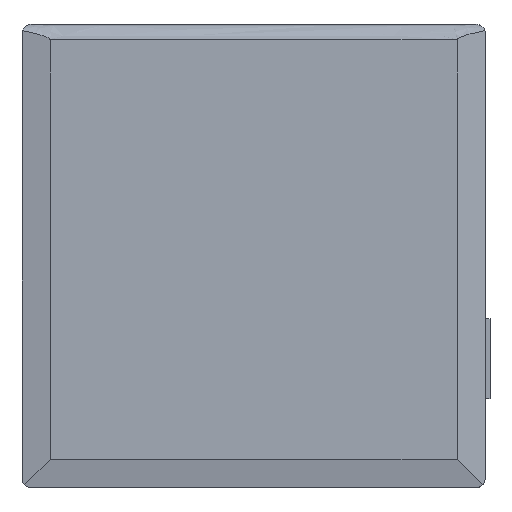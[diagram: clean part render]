
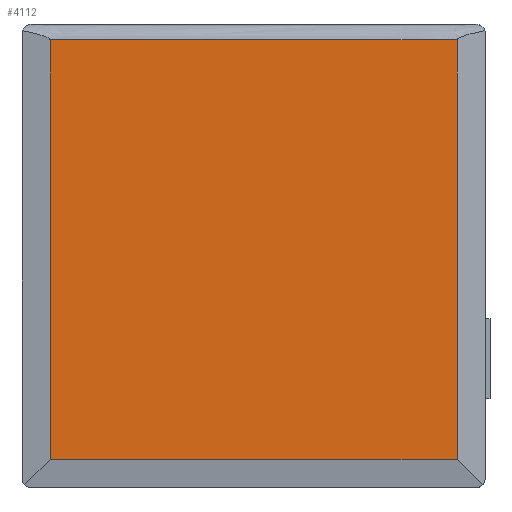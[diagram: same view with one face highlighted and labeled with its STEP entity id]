
A CAD part, top view. The second image highlights one B-rep face of the part: STEP entity #4112.
In plain terms, the highlighted planar face has unit normal (0, 0, 1).
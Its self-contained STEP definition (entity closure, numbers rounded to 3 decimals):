
#125 = CARTESIAN_POINT ( 'NONE',  ( -21.667, 69., 0. ) ) ;
#208 = CARTESIAN_POINT ( 'NONE',  ( 65., 69., 0. ) ) ;
#288 = DIRECTION ( 'NONE',  ( 0., -1., 0. ) ) ;
#305 = LINE ( 'NONE', #2022, #3273 ) ;
#329 = DIRECTION ( 'NONE',  ( 0., 0., -1. ) ) ;
#353 = ORIENTED_EDGE ( 'NONE', *, *, #2153, .T. ) ;
#357 = DIRECTION ( 'NONE',  ( 0., 1., 0. ) ) ;
#665 = AXIS2_PLACEMENT_3D ( 'NONE', #1665, #329, #5462 ) ;
#677 = EDGE_LOOP ( 'NONE', ( #2490, #2898, #353, #2255 ) ) ;
#818 = VERTEX_POINT ( 'NONE', #997 ) ;
#874 = VERTEX_POINT ( 'NONE', #3771 ) ;
#976 = CARTESIAN_POINT ( 'NONE',  ( 65., -65., 0. ) ) ;
#997 = CARTESIAN_POINT ( 'NONE',  ( -65., -65., 0. ) ) ;
#1205 = PLANE ( 'NONE',  #665 ) ;
#1586 = EDGE_CURVE ( 'NONE', #818, #3346, #4463, .T. ) ;
#1665 = CARTESIAN_POINT ( 'NONE',  ( -71., -71., 0. ) ) ;
#1731 = VECTOR ( 'NONE', #288, 1000. ) ;
#1926 = CARTESIAN_POINT ( 'NONE',  ( -65., 69., 0. ) ) ;
#1996 = FACE_OUTER_BOUND ( 'NONE', #677, .T. ) ;
#2022 = CARTESIAN_POINT ( 'NONE',  ( 65., 71., 0. ) ) ;
#2153 = EDGE_CURVE ( 'NONE', #3798, #818, #4181, .T. ) ;
#2255 = ORIENTED_EDGE ( 'NONE', *, *, #1586, .T. ) ;
#2353 = DIRECTION ( 'NONE',  ( 1., 0., 0. ) ) ;
#2490 = ORIENTED_EDGE ( 'NONE', *, *, #4223, .T. ) ;
#2768 = CARTESIAN_POINT ( 'NONE',  ( 21.667, 69., 0. ) ) ;
#2898 = ORIENTED_EDGE ( 'NONE', *, *, #4769, .T. ) ;
#3110 = B_SPLINE_CURVE_WITH_KNOTS ( 'NONE', 3,
 ( #208, #2768, #125, #1926 ),
 .UNSPECIFIED., .F., .F.,
 ( 4, 4 ),
 ( 0., 1. ),
 .UNSPECIFIED. ) ;
#3273 = VECTOR ( 'NONE', #357, 1000. ) ;
#3346 = VERTEX_POINT ( 'NONE', #976 ) ;
#3386 = CARTESIAN_POINT ( 'NONE',  ( -65., 69., 0. ) ) ;
#3771 = CARTESIAN_POINT ( 'NONE',  ( 65., 69., 0. ) ) ;
#3798 = VERTEX_POINT ( 'NONE', #3386 ) ;
#4112 = ADVANCED_FACE ( 'NONE', ( #1996 ), #1205, .F. ) ;
#4181 = LINE ( 'NONE', #4628, #1731 ) ;
#4223 = EDGE_CURVE ( 'NONE', #3346, #874, #305, .T. ) ;
#4405 = VECTOR ( 'NONE', #2353, 1000. ) ;
#4463 = LINE ( 'NONE', #5317, #4405 ) ;
#4628 = CARTESIAN_POINT ( 'NONE',  ( -65., -71., 0. ) ) ;
#4769 = EDGE_CURVE ( 'NONE', #874, #3798, #3110, .T. ) ;
#5317 = CARTESIAN_POINT ( 'NONE',  ( 71., -65., 0. ) ) ;
#5462 = DIRECTION ( 'NONE',  ( -1., 0., 0. ) ) ;
